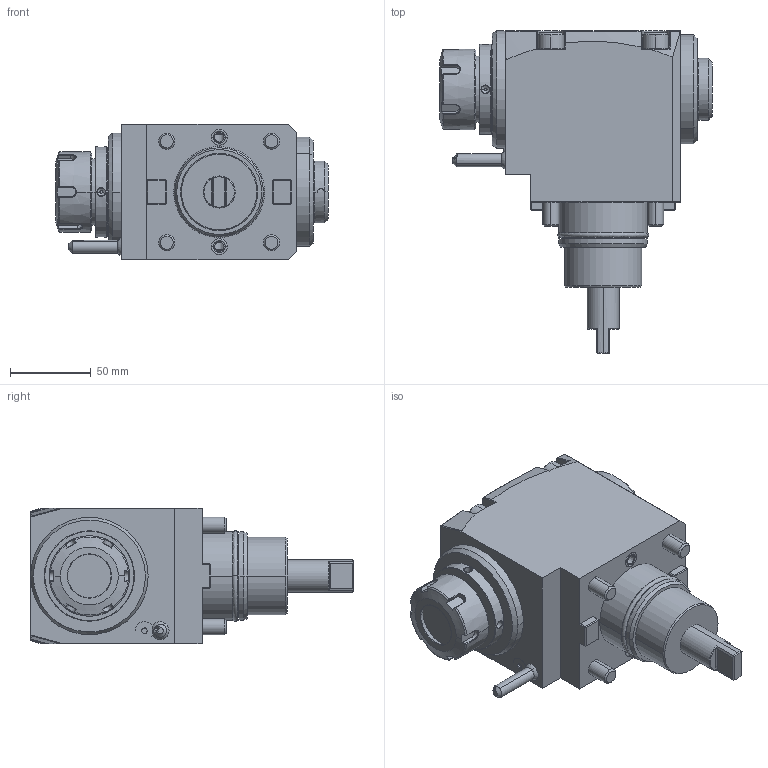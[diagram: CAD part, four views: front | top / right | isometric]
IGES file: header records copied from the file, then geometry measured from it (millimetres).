
Start section:  PTC IGES file: ngt2_55_201_25_3_3_70_bl.igs
Global section: file name: ngt2_55_201_25_3_3_70_bl.igs; native system: Pro/ENGINEER by Parametric Technology Corporation; preprocessor: 2010280; author: vali; organization: Unknown; date: 20220302.084255; units: millimetre
Bounding box: 169.4 x 200.5 x 84 mm (x, y, z)
Volume: 1210024.5 mm3; surface area: 92368.7 mm2
Topology: 2 solids, 2 shells, 451 faces, 1089 edges, 674 vertices
Faces by surface type: bspline 239, revolution 199, extrusion 13
